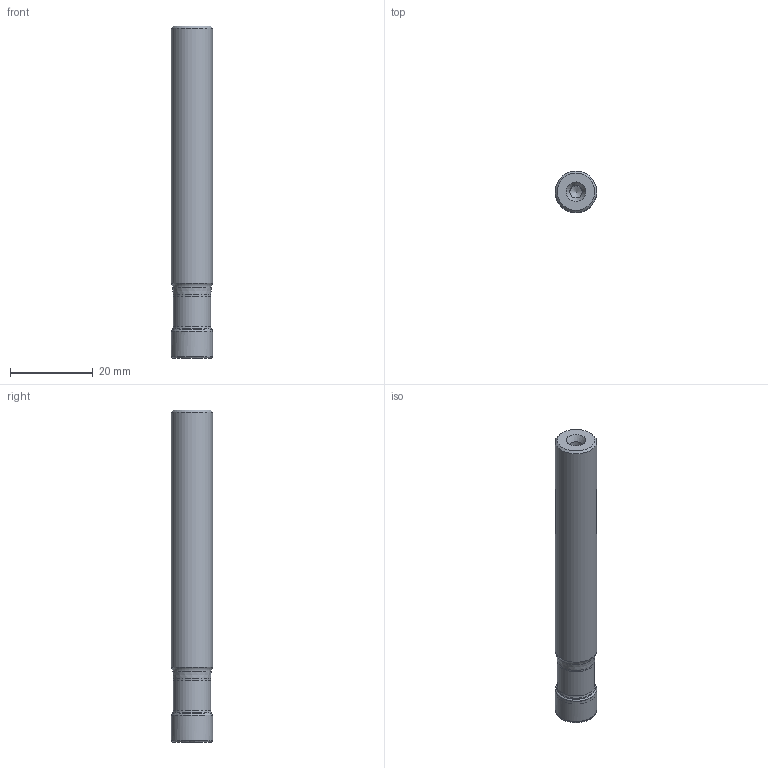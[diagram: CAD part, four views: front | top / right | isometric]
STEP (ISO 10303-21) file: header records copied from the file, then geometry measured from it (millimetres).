
FILE_DESCRIPTION(/* description */ (''),/* implementation_level */ '2;1');
FILE_NAME(/* name */ '202776497ndi000_00.stp',/* time_stamp */ '2020-01-06T10:35:26+01:00',/* author */ (''),/* organization */ (''),/* preprocessor_version */ 'ST-DEVELOPER v16.7',/* originating_system */ 'SIEMENS PLM Software NX 12.0',/* authorisation */ '');
FILE_SCHEMA (('AUTOMOTIVE_DESIGN { 1 0 10303 214 3 1 1 1 }'));
Length unit declared in the file: millimetre
Products named in the file (1): mp5422389CDDoers
Bounding box: 10 x 10 x 80 mm (x, y, z)
Volume: 6085.4 mm3; surface area: 3581.6 mm2
Topology: 2 solids, 2 shells, 48 faces, 107 edges, 61 vertices
Faces by surface type: revolution 21, cone 12, torus 9, cylinder 4, plane 2
Full cylindrical faces by diameter (mm): 3 x1, 8.983 x1, 9.583 x1, 10 x1
Entity records: 1219 total; most frequent: CARTESIAN_POINT 378, DIRECTION 163, FACE_BOUND 94, EDGE_LOOP 94, ORIENTED_EDGE 94, AXIS2_PLACEMENT_3D 71, ADVANCED_FACE 48, VERTEX_POINT 48
